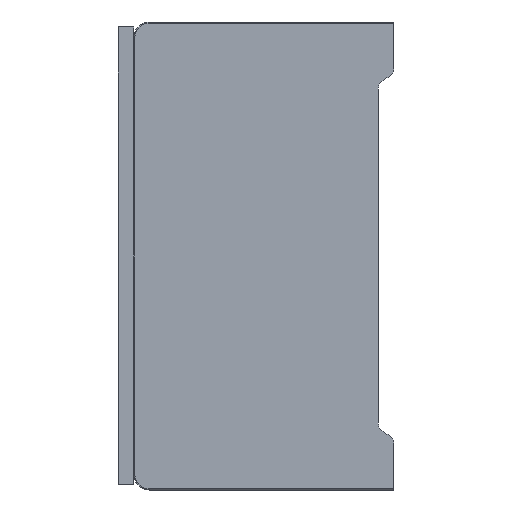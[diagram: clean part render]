
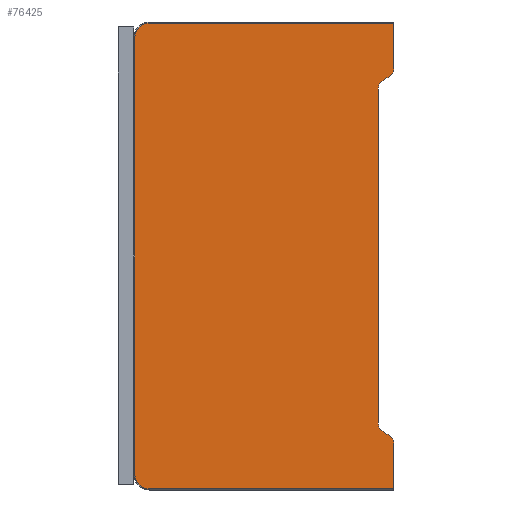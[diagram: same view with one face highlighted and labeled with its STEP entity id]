
A CAD part, left-side view. The second image highlights one B-rep face of the part: STEP entity #76425.
In plain terms, the highlighted planar face has unit normal (-1, 0, 0).
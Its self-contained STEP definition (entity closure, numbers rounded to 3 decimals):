
#13539=DIRECTION('',(0.,0.,1.));
#13540=VECTOR('',#13539,8.8);
#13541=CARTESIAN_POINT('',(0.,0.,-89.8));
#13542=LINE('',#13541,#13540);
#13579=DIRECTION('',(0.,0.,1.));
#13580=VECTOR('',#13579,64.226);
#13581=CARTESIAN_POINT('',(0.,3.,-77.113));
#13582=LINE('',#13581,#13580);
#22308=CARTESIAN_POINT('',(0.,47.,-87.));
#22309=DIRECTION('',(1.,0.,0.));
#22310=DIRECTION('',(0.,0.,-1.));
#22311=AXIS2_PLACEMENT_3D('',#22308,#22309,#22310);
#22313=CARTESIAN_POINT('',(0.,47.,-3.));
#22314=DIRECTION('',(1.,0.,0.));
#22315=DIRECTION('',(0.,1.,0.));
#22316=AXIS2_PLACEMENT_3D('',#22313,#22314,#22315);
#22318=DIRECTION('',(0.,0.,-1.));
#22319=VECTOR('',#22318,8.8);
#22320=CARTESIAN_POINT('',(0.,0.,-0.2));
#22321=LINE('',#22320,#22319);
#22322=CARTESIAN_POINT('',(0.,1.732,-9.));
#22323=DIRECTION('',(1.,0.,0.));
#22324=DIRECTION('',(0.,-1.,0.));
#22325=AXIS2_PLACEMENT_3D('',#22322,#22323,#22324);
#22327=DIRECTION('',(0.,0.866,-0.5));
#22328=VECTOR('',#22327,1.309);
#22329=CARTESIAN_POINT('',(0.,0.866,-10.5));
#22330=LINE('',#22329,#22328);
#22331=CARTESIAN_POINT('',(0.,1.,-12.887));
#22332=DIRECTION('',(-1.,0.,0.));
#22333=DIRECTION('',(0.,0.5,0.866));
#22334=AXIS2_PLACEMENT_3D('',#22331,#22332,#22333);
#22336=CARTESIAN_POINT('',(0.,1.,-77.113));
#22337=DIRECTION('',(-1.,0.,0.));
#22338=DIRECTION('',(0.,1.,0.));
#22339=AXIS2_PLACEMENT_3D('',#22336,#22337,#22338);
#22341=DIRECTION('',(0.,-0.866,-0.5));
#22342=VECTOR('',#22341,1.309);
#22343=CARTESIAN_POINT('',(0.,2.,
-78.845));
#22344=LINE('',#22343,#22342);
#22345=CARTESIAN_POINT('',(0.,1.732,-81.));
#22346=DIRECTION('',(1.,0.,0.));
#22347=DIRECTION('',(0.,-0.5,0.866));
#22348=AXIS2_PLACEMENT_3D('',#22345,#22346,#22347);
#22354=DIRECTION('',(0.,-1.,0.));
#22355=VECTOR('',#22354,47.);
#22356=CARTESIAN_POINT('',(0.,47.,
-89.8));
#22357=LINE('',#22356,#22355);
#22373=DIRECTION('',(0.,0.,-1.));
#22374=VECTOR('',#22373,84.);
#22375=CARTESIAN_POINT('',(0.,49.8,
-3.));
#22376=LINE('',#22375,#22374);
#22381=DIRECTION('',(0.,1.,0.));
#22382=VECTOR('',#22381,47.);
#22383=CARTESIAN_POINT('',(0.,0.,-0.2));
#22384=LINE('',#22383,#22382);
#42371=CARTESIAN_POINT('',(0.,47.,
-89.8));
#42372=CARTESIAN_POINT('',(0.,49.8,
-87.));
#42373=VERTEX_POINT('',#42371);
#42374=VERTEX_POINT('',#42372);
#42375=CARTESIAN_POINT('',(0.,0.,-89.8));
#42376=VERTEX_POINT('',#42375);
#42377=CARTESIAN_POINT('',(0.,49.8,
-3.));
#42378=VERTEX_POINT('',#42377);
#42379=CARTESIAN_POINT('',(0.,47.,
-0.2));
#42380=VERTEX_POINT('',#42379);
#42381=CARTESIAN_POINT('',(0.,0.,-0.2));
#42382=VERTEX_POINT('',#42381);
#42383=CARTESIAN_POINT('',(0.,0.,-9.));
#42384=VERTEX_POINT('',#42383);
#42385=CARTESIAN_POINT('',(0.,0.866,-10.5));
#42386=VERTEX_POINT('',#42385);
#42387=CARTESIAN_POINT('',(0.,2.,
-11.155));
#42388=VERTEX_POINT('',#42387);
#42389=CARTESIAN_POINT('',(0.,3.,-12.887));
#42390=VERTEX_POINT('',#42389);
#42391=CARTESIAN_POINT('',(0.,3.,-77.113));
#42392=VERTEX_POINT('',#42391);
#42393=CARTESIAN_POINT('',(0.,2.,-78.845));
#42394=VERTEX_POINT('',#42393);
#42395=CARTESIAN_POINT('',(0.,0.866,-79.5));
#42396=VERTEX_POINT('',#42395);
#42397=CARTESIAN_POINT('',(0.,0.,-81.));
#42398=VERTEX_POINT('',#42397);
#76400=CARTESIAN_POINT('',(0.,24.9,-45.));
#76401=DIRECTION('',(1.,0.,0.));
#76402=DIRECTION('',(0.,0.,1.));
#76403=AXIS2_PLACEMENT_3D('',#76400,#76401,#76402);
#76404=PLANE('',#76403);
#76406=ORIENTED_EDGE('',*,*,#76405,.F.);
#76408=ORIENTED_EDGE('',*,*,#76407,.T.);
#76410=ORIENTED_EDGE('',*,*,#76409,.F.);
#76411=ORIENTED_EDGE('',*,*,#76390,.T.);
#76413=ORIENTED_EDGE('',*,*,#76412,.F.);
#76414=ORIENTED_EDGE('',*,*,#65938,.T.);
#76415=ORIENTED_EDGE('',*,*,#65921,.T.);
#76416=ORIENTED_EDGE('',*,*,#65903,.T.);
#76417=ORIENTED_EDGE('',*,*,#65885,.T.);
#76418=ORIENTED_EDGE('',*,*,#65843,.F.);
#76419=ORIENTED_EDGE('',*,*,#65825,.T.);
#76420=ORIENTED_EDGE('',*,*,#65807,.T.);
#76421=ORIENTED_EDGE('',*,*,#65789,.T.);
#76422=ORIENTED_EDGE('',*,*,#65771,.F.);
#76423=EDGE_LOOP('',(#76406,#76408,#76410,#76411,#76413,#76414,#76415,#76416,
#76417,#76418,#76419,#76420,#76421,#76422));
#76424=FACE_OUTER_BOUND('',#76423,.F.);
#22312=CIRCLE('',#22311,2.8);
#22317=CIRCLE('',#22316,2.8);
#22326=CIRCLE('',#22325,1.732);
#22335=CIRCLE('',#22334,2.);
#22340=CIRCLE('',#22339,2.);
#22349=CIRCLE('',#22348,1.732);
#65771=EDGE_CURVE('',#42376,#42398,#13542,.T.);
#65789=EDGE_CURVE('',#42396,#42398,#22349,.T.);
#65807=EDGE_CURVE('',#42394,#42396,#22344,.T.);
#65825=EDGE_CURVE('',#42392,#42394,#22340,.T.);
#65843=EDGE_CURVE('',#42392,#42390,#13582,.T.);
#65885=EDGE_CURVE('',#42388,#42390,#22335,.T.);
#65903=EDGE_CURVE('',#42386,#42388,#22330,.T.);
#65921=EDGE_CURVE('',#42384,#42386,#22326,.T.);
#65938=EDGE_CURVE('',#42382,#42384,#22321,.T.);
#76390=EDGE_CURVE('',#42378,#42380,#22317,.T.);
#76405=EDGE_CURVE('',#42373,#42376,#22357,.T.);
#76407=EDGE_CURVE('',#42373,#42374,#22312,.T.);
#76409=EDGE_CURVE('',#42378,#42374,#22376,.T.);
#76412=EDGE_CURVE('',#42382,#42380,#22384,.T.);
#76425=ADVANCED_FACE('',(#76424),#76404,.F.);
